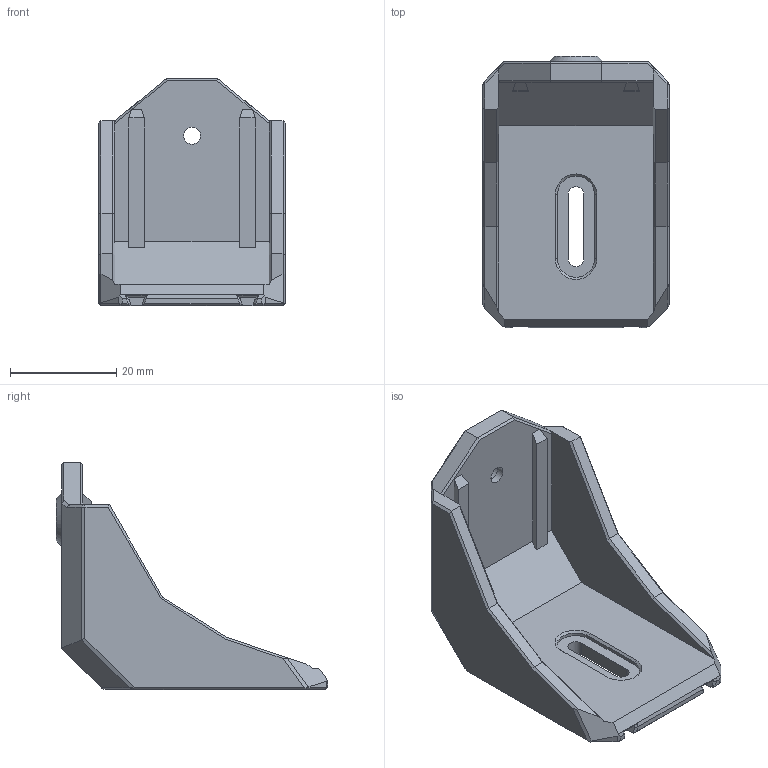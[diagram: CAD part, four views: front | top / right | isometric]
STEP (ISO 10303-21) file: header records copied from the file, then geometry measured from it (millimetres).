
FILE_DESCRIPTION(/* description */ (''),/* implementation_level */ '2;1');
FILE_NAME(/* name */ 'Adjustable Gantry - Bracket.step',/* time_stamp */ '2025-07-21T20:23:45+12:00',/* author */ (''),/* organization */ (''),/* preprocessor_version */ 'ST-DEVELOPER v20.1',/* originating_system */ 'Autodesk Translation Framework v14.10.0.0',/* authorisation */ '');
FILE_SCHEMA (('AUTOMOTIVE_DESIGN { 1 0 10303 214 3 1 1 }'));
Length unit declared in the file: millimetre
Products named in the file (1): Adjustable Gantry & Static wipe & rests
Bounding box: 35 x 51 x 42.7 mm (x, y, z)
Volume: 13845.3 mm3; surface area: 8922.4 mm2
Topology: 1 solids, 1 shells, 143 faces, 354 edges, 218 vertices
Faces by surface type: plane 131, cone 6, cylinder 6
Full cylindrical faces by diameter (mm): 3.2 x1, 4.7 x1
Entity records: 4127 total; most frequent: CARTESIAN_POINT 722, ORIENTED_EDGE 708, DIRECTION 659, EDGE_CURVE 354, LINE 333, VECTOR 333, VERTEX_POINT 218, AXIS2_PLACEMENT_3D 163
